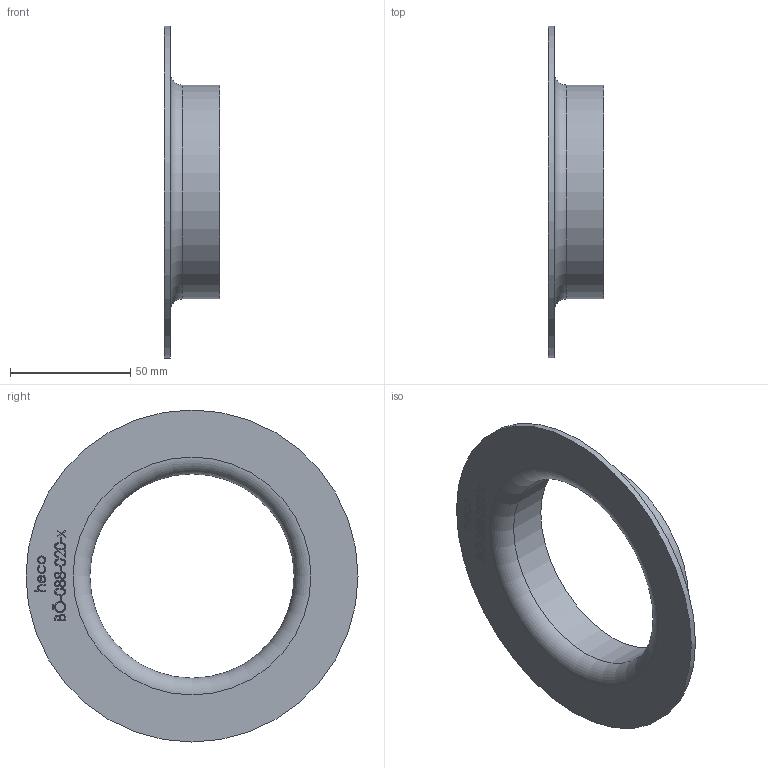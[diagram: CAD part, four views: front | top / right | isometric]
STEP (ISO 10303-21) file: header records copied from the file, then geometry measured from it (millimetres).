
FILE_DESCRIPTION (( 'STEP AP214' ), '1' );
FILE_NAME ('BÖ-088-020-x Vorschweissbördel 2012.STEP', '2020-12-02T12:37:12', ( '' ), ( '' ), 'SwSTEP 2.0', 'SolidWorks 2019', '' );
FILE_SCHEMA (( 'AUTOMOTIVE_DESIGN' ));
Length unit declared in the file: millimetre
Products named in the file (1): BÖ-088-020-x Vorschweissbördel 2012
Bounding box: 23 x 138 x 138 mm (x, y, z)
Volume: 33058.9 mm3; surface area: 30178.8 mm2
Topology: 1 solids, 1 shells, 217 faces, 550 edges, 366 vertices
Faces by surface type: bspline 127, plane 85, cylinder 3, torus 2
Full cylindrical faces by diameter (mm): 84.9 x1, 88.9 x1, 138 x1
Entity records: 16110 total; most frequent: CARTESIAN_POINT 9552, ORIENTED_EDGE 1090, EDGE_CURVE 545, DIRECTION 481, VERTEX_POINT 366, LINE 283, VECTOR 283, EDGE_LOOP 255
